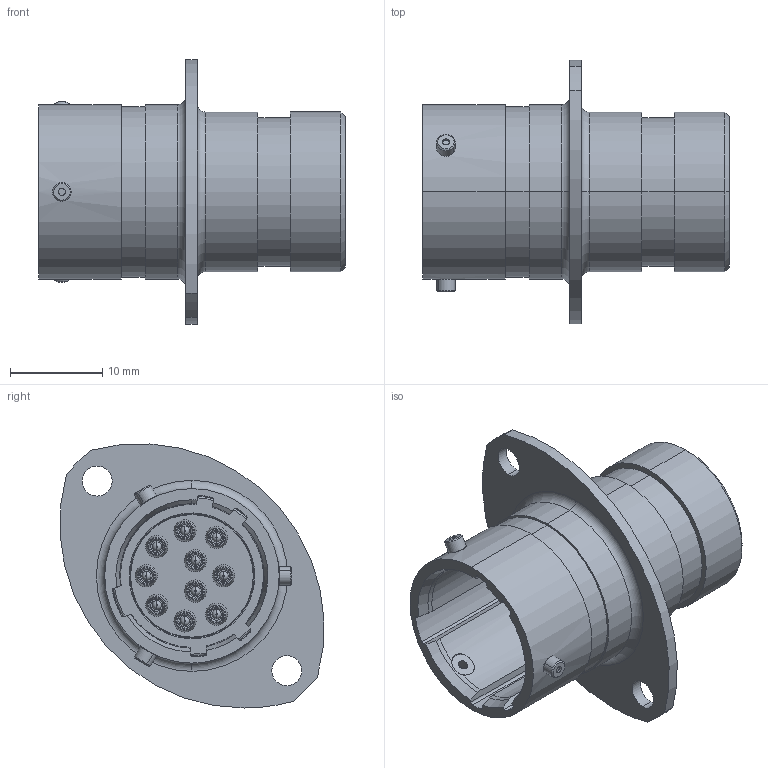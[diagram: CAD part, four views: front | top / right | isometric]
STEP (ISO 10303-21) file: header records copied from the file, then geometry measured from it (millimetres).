
FILE_DESCRIPTION (( 'STEP AP214' ), '1' );
FILE_NAME ('AS012-98PA.STEP', '2014-09-04T11:06:45', ( 'TE Connectivity' ), ( 'TE Connectivity' ), 'SwSTEP 2.0', 'SolidWorks 2014', '' );
FILE_SCHEMA (( 'AUTOMOTIVE_DESIGN' ));
Length unit declared in the file: millimetre
Products named in the file (1): AS012-98PA
Bounding box: 33.31 x 28.61 x 28.66 mm (x, y, z)
Volume: 5541.2 mm3; surface area: 7916 mm2
Topology: 19 solids, 19 shells, 685 faces, 1477 edges, 865 vertices
Faces by surface type: torus 242, cylinder 202, cone 120, plane 103, sphere 18
Entity records: 26667 total; most frequent: DIRECTION 3845, CARTESIAN_POINT 3319, ORIENTED_EDGE 2914, AXIS2_PLACEMENT_3D 1746, EDGE_CURVE 1457, CIRCLE 1062, VERTEX_POINT 857, EDGE_LOOP 784
